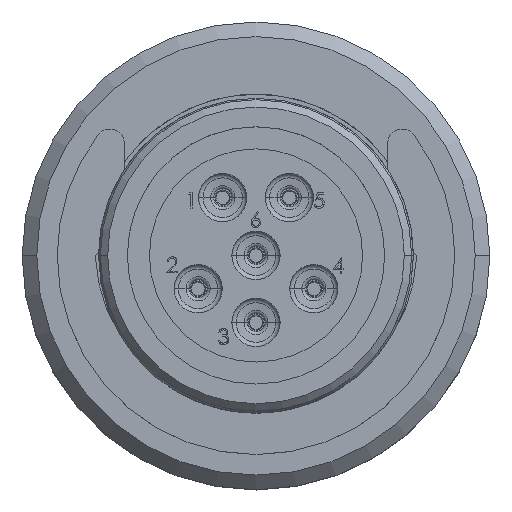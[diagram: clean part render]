
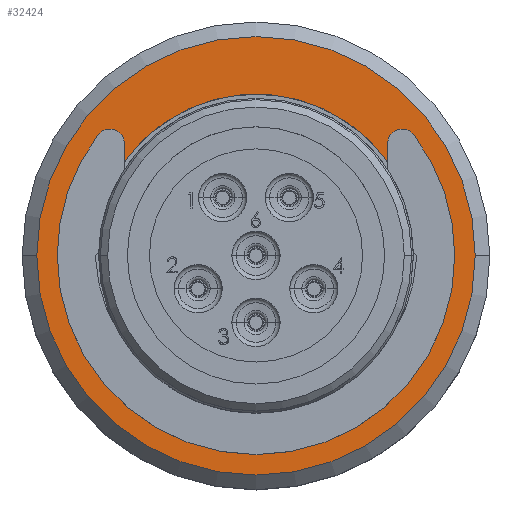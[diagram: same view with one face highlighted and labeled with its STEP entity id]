
A CAD part, top view. The second image highlights one B-rep face of the part: STEP entity #32424.
In plain terms, the highlighted planar face has unit normal (0, 0, 1).
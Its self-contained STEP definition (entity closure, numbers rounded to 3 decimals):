
#594 = ORIENTED_EDGE ( 'NONE', *, *, #35011, .T. ) ;
#651 = VECTOR ( 'NONE', #44076, 1000. ) ;
#1831 = EDGE_CURVE ( 'NONE', #10530, #30610, #20447, .T. ) ;
#2309 = EDGE_CURVE ( 'NONE', #33193, #17140, #4577, .T. ) ;
#2353 = CIRCLE ( 'NONE', #16417, 6.8 ) ;
#2438 = CARTESIAN_POINT ( 'NONE',  ( -7.5, 0., -8.82 ) ) ;
#2579 = CARTESIAN_POINT ( 'NONE',  ( -4.5, 2.179, -8.82 ) ) ;
#3315 = DIRECTION ( 'NONE',  ( 1., 0., 0. ) ) ;
#4142 = VERTEX_POINT ( 'NONE', #9793 ) ;
#4343 = AXIS2_PLACEMENT_3D ( 'NONE', #15132, #41980, #19015 ) ;
#4462 = FACE_OUTER_BOUND ( 'NONE', #23171, .T. ) ;
#4517 = CARTESIAN_POINT ( 'NONE',  ( 0., 0., -8.82 ) ) ;
#4577 = CIRCLE ( 'NONE', #47299, 0.5 ) ;
#4701 = VERTEX_POINT ( 'NONE', #29263 ) ;
#5044 = CARTESIAN_POINT ( 'NONE',  ( 4.5, 3.223, -8.82 ) ) ;
#5143 = ORIENTED_EDGE ( 'NONE', *, *, #36938, .F. ) ;
#6261 = CARTESIAN_POINT ( 'NONE',  ( 5.397, 4.137, -8.82 ) ) ;
#6407 = EDGE_CURVE ( 'NONE', #44978, #4701, #25379, .T. ) ;
#7043 = PLANE ( 'NONE',  #17753 ) ;
#7715 = DIRECTION ( 'NONE',  ( 0., 0., -1. ) ) ;
#8429 = DIRECTION ( 'NONE',  ( 1., 0., 0. ) ) ;
#8674 = CIRCLE ( 'NONE', #34744, 6.8 ) ;
#8927 = AXIS2_PLACEMENT_3D ( 'NONE', #4517, #31471, #8429 ) ;
#8936 = ORIENTED_EDGE ( 'NONE', *, *, #2309, .F. ) ;
#9791 = DIRECTION ( 'NONE',  ( 0., 0., 1. ) ) ;
#9793 = CARTESIAN_POINT ( 'NONE',  ( 7.5, 0., -8.82 ) ) ;
#10530 = VERTEX_POINT ( 'NONE', #45901 ) ;
#10748 = ORIENTED_EDGE ( 'NONE', *, *, #35597, .T. ) ;
#10811 = AXIS2_PLACEMENT_3D ( 'NONE', #14872, #41713, #18758 ) ;
#11747 = EDGE_CURVE ( 'NONE', #17140, #30610, #40324, .T. ) ;
#11777 = LINE ( 'NONE', #2579, #20818 ) ;
#13621 = ORIENTED_EDGE ( 'NONE', *, *, #36428, .F. ) ;
#13810 = AXIS2_PLACEMENT_3D ( 'NONE', #40021, #17058, #43862 ) ;
#14872 = CARTESIAN_POINT ( 'NONE',  ( 0., 0., -8.82 ) ) ;
#14917 = CARTESIAN_POINT ( 'NONE',  ( 0., 0., -8.82 ) ) ;
#15132 = CARTESIAN_POINT ( 'NONE',  ( 0., 0., -8.82 ) ) ;
#16337 = CIRCLE ( 'NONE', #8927, 6.8 ) ;
#16417 = AXIS2_PLACEMENT_3D ( 'NONE', #32839, #9791, #36721 ) ;
#17058 = DIRECTION ( 'NONE',  ( 0., 0., 1. ) ) ;
#17140 = VERTEX_POINT ( 'NONE', #27419 ) ;
#17753 = AXIS2_PLACEMENT_3D ( 'NONE', #49347, #26408, #3315 ) ;
#18240 = DIRECTION ( 'NONE',  ( 0., 0., 1. ) ) ;
#18467 = CIRCLE ( 'NONE', #10811, 7.5 ) ;
#18758 = DIRECTION ( 'NONE',  ( 1., 0., 0. ) ) ;
#18803 = DIRECTION ( 'NONE',  ( 1., 0., 0. ) ) ;
#19015 = DIRECTION ( 'NONE',  ( 1., 0., 0. ) ) ;
#20144 = CARTESIAN_POINT ( 'NONE',  ( -6.8, 0., -8.82 ) ) ;
#20447 = CIRCLE ( 'NONE', #34799, 5.535 ) ;
#20722 = VERTEX_POINT ( 'NONE', #40056 ) ;
#20818 = VECTOR ( 'NONE', #21799, 1000. ) ;
#21799 = DIRECTION ( 'NONE',  ( 0., 1., 0. ) ) ;
#23171 = EDGE_LOOP ( 'NONE', ( #10748, #594 ) ) ;
#23737 = EDGE_LOOP ( 'NONE', ( #46189, #8936, #36475, #5143, #13621, #33123, #33497, #35158 ) ) ;
#25379 = CIRCLE ( 'NONE', #13810, 0.5 ) ;
#25662 = EDGE_CURVE ( 'NONE', #20722, #33193, #8674, .T. ) ;
#26408 = DIRECTION ( 'NONE',  ( 0., 0., 1. ) ) ;
#27419 = CARTESIAN_POINT ( 'NONE',  ( 4.5, 3.833, -8.82 ) ) ;
#29263 = CARTESIAN_POINT ( 'NONE',  ( -5.397, 4.137, -8.82 ) ) ;
#30347 = CIRCLE ( 'NONE', #4343, 7.5 ) ;
#30610 = VERTEX_POINT ( 'NONE', #5044 ) ;
#30751 = CARTESIAN_POINT ( 'NONE',  ( 0., 0., -8.82 ) ) ;
#31471 = DIRECTION ( 'NONE',  ( 0., 0., 1. ) ) ;
#32424 = ADVANCED_FACE ( 'NONE', ( #4462, #34016 ), #7043, .T. ) ;
#32839 = CARTESIAN_POINT ( 'NONE',  ( 0., 0., -8.82 ) ) ;
#33123 = ORIENTED_EDGE ( 'NONE', *, *, #6407, .F. ) ;
#33193 = VERTEX_POINT ( 'NONE', #6261 ) ;
#33497 = ORIENTED_EDGE ( 'NONE', *, *, #40859, .F. ) ;
#34016 = FACE_BOUND ( 'NONE', #23737, .T. ) ;
#34613 = DIRECTION ( 'NONE',  ( -1., 0., 0. ) ) ;
#34744 = AXIS2_PLACEMENT_3D ( 'NONE', #14917, #41768, #18803 ) ;
#34799 = AXIS2_PLACEMENT_3D ( 'NONE', #30751, #7715, #34613 ) ;
#35011 = EDGE_CURVE ( 'NONE', #4142, #43126, #18467, .T. ) ;
#35158 = ORIENTED_EDGE ( 'NONE', *, *, #1831, .T. ) ;
#35597 = EDGE_CURVE ( 'NONE', #43126, #4142, #30347, .T. ) ;
#36428 = EDGE_CURVE ( 'NONE', #4701, #42940, #16337, .T. ) ;
#36475 = ORIENTED_EDGE ( 'NONE', *, *, #25662, .F. ) ;
#36721 = DIRECTION ( 'NONE',  ( 1., 0., 0. ) ) ;
#36938 = EDGE_CURVE ( 'NONE', #42940, #20722, #2353, .T. ) ;
#40021 = CARTESIAN_POINT ( 'NONE',  ( -5., 3.833, -8.82 ) ) ;
#40056 = CARTESIAN_POINT ( 'NONE',  ( 6.8, 0., -8.82 ) ) ;
#40324 = LINE ( 'NONE', #43915, #651 ) ;
#40859 = EDGE_CURVE ( 'NONE', #10530, #44978, #11777, .T. ) ;
#41182 = CARTESIAN_POINT ( 'NONE',  ( 5., 3.833, -8.82 ) ) ;
#41630 = CARTESIAN_POINT ( 'NONE',  ( -4.5, 3.833, -8.82 ) ) ;
#41713 = DIRECTION ( 'NONE',  ( 0., 0., 1. ) ) ;
#41768 = DIRECTION ( 'NONE',  ( 0., 0., 1. ) ) ;
#41980 = DIRECTION ( 'NONE',  ( 0., 0., 1. ) ) ;
#42940 = VERTEX_POINT ( 'NONE', #20144 ) ;
#43126 = VERTEX_POINT ( 'NONE', #2438 ) ;
#43862 = DIRECTION ( 'NONE',  ( 1., 0., 0. ) ) ;
#43915 = CARTESIAN_POINT ( 'NONE',  ( 4.5, 2.179, -8.82 ) ) ;
#44076 = DIRECTION ( 'NONE',  ( 0., -1., 0. ) ) ;
#44978 = VERTEX_POINT ( 'NONE', #41630 ) ;
#45016 = DIRECTION ( 'NONE',  ( 1., 0., 0. ) ) ;
#45901 = CARTESIAN_POINT ( 'NONE',  ( -4.5, 3.223, -8.82 ) ) ;
#46189 = ORIENTED_EDGE ( 'NONE', *, *, #11747, .F. ) ;
#47299 = AXIS2_PLACEMENT_3D ( 'NONE', #41182, #18240, #45016 ) ;
#49347 = CARTESIAN_POINT ( 'NONE',  ( 0., 0., -8.82 ) ) ;
